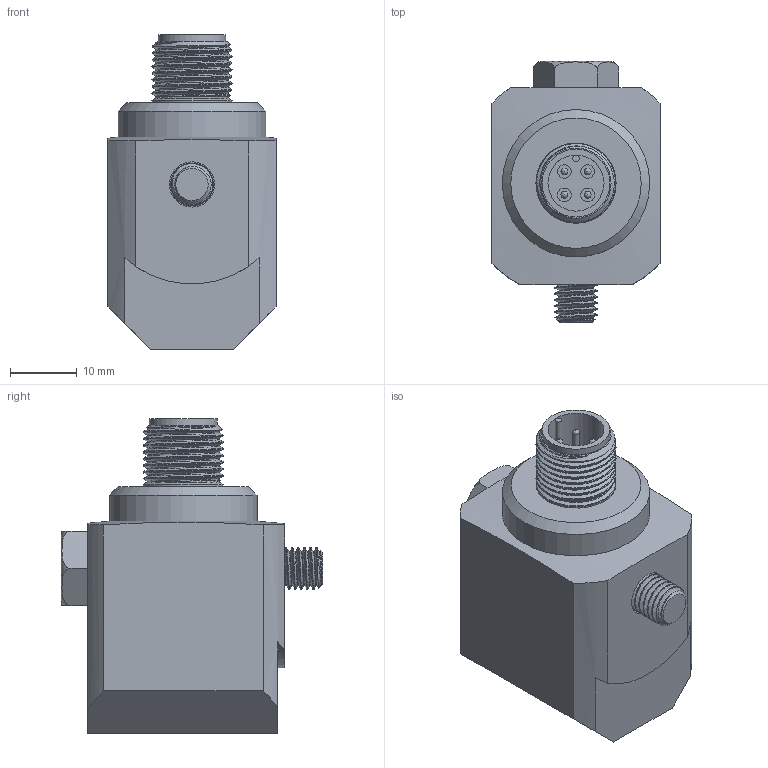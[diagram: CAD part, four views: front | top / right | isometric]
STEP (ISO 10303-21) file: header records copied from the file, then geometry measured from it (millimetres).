
FILE_DESCRIPTION(/* description */ (''),/* implementation_level */ '2;1');
FILE_NAME(/* name */ 'MASTER_TALL_SIDE_EXIT_M12.stp',/* time_stamp */ '2017-04-26T11:37:20-04:00',/* author */ ('aneininger'),/* organization */ (''),/* preprocessor_version */ 'ST-DEVELOPER v16.5',/* originating_system */ 'Autodesk Inventor 2017',/* authorisation */ '');
FILE_SCHEMA (('AUTOMOTIVE_DESIGN { 1 0 10303 214 3 1 1 }'));
Length unit declared in the file: inch
Products named in the file (3): MASTER_TALL_SIDE_EXIT_M12_STEP; MASTER_TALL_SIDE_EXIT_M12; ACP32146
Assembly tree (2 placements, depth 2):
  MASTER_TALL_SIDE_EXIT_M12_STEP
    MASTER_TALL_SIDE_EXIT_M12
    ACP32146
Bounding box: 25.15 x 39.07 x 47.07 mm (x, y, z)
Volume: 24234.4 mm3; surface area: 7334.1 mm2
Topology: 2 solids, 3 shells, 86 faces, 193 edges, 128 vertices
Faces by surface type: plane 34, cylinder 22, bspline 15, cone 9, torus 6
Full cylindrical faces by diameter (mm): 0.991 x1, 1.016 x4, 2.032 x4, 4.953 x1, 4.978 x1, 6.756 x1, 8.382 x1, 10.16 x1, 11.974 x1, 22.047 x1
Entity records: 12703 total; most frequent: CARTESIAN_POINT 10870, DIRECTION 322, ORIENTED_EDGE 306, EDGE_CURVE 152, AXIS2_PLACEMENT_3D 144, EDGE_LOOP 128, VERTEX_POINT 115, STYLED_ITEM 86
